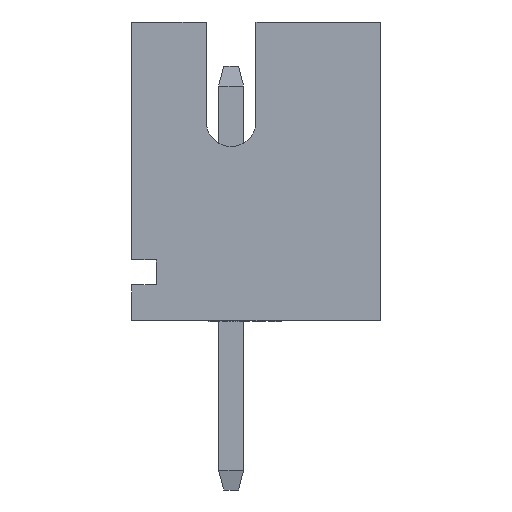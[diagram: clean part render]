
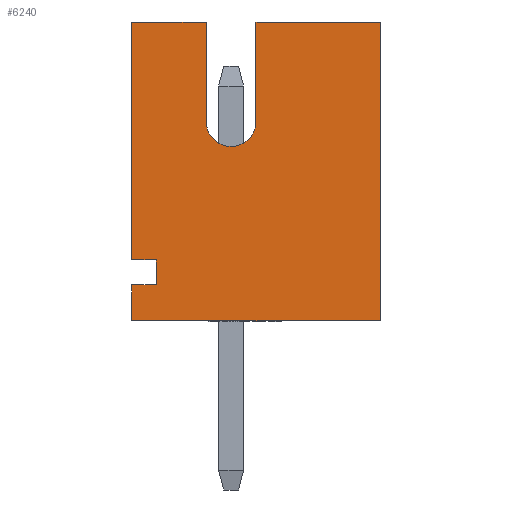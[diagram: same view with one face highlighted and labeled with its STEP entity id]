
A CAD part, left-side view. The second image highlights one B-rep face of the part: STEP entity #6240.
In plain terms, the highlighted planar face has unit normal (-1, 0, 0).
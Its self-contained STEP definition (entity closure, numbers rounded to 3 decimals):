
#32=CIRCLE('',#6592,0.5);
#148=FACE_OUTER_BOUND('',#481,.T.);
#481=EDGE_LOOP('',(#4270,#4271,#4272,#4273,#4274,#4275,#4276,#4277,#4278,
#4279,#4280,#4281));
#774=LINE('',#8425,#1614);
#1025=LINE('',#8927,#1865);
#1028=LINE('',#8933,#1868);
#1029=LINE('',#8935,#1869);
#1030=LINE('',#8937,#1870);
#1031=LINE('',#8941,#1871);
#1032=LINE('',#8943,#1872);
#1033=LINE('',#8945,#1873);
#1034=LINE('',#8947,#1874);
#1035=LINE('',#8949,#1875);
#1036=LINE('',#8950,#1876);
#1614=VECTOR('',#6905,1.);
#1865=VECTOR('',#7302,1.);
#1868=VECTOR('',#7307,1.);
#1869=VECTOR('',#7308,1.);
#1870=VECTOR('',#7309,1.);
#1871=VECTOR('',#7312,1.);
#1872=VECTOR('',#7313,1.);
#1873=VECTOR('',#7314,1.);
#1874=VECTOR('',#7315,1.);
#1875=VECTOR('',#7316,1.);
#1876=VECTOR('',#7317,1.);
#2442=VERTEX_POINT('',#8421);
#2444=VERTEX_POINT('',#8424);
#2622=VERTEX_POINT('',#8925);
#2624=VERTEX_POINT('',#8932);
#2625=VERTEX_POINT('',#8934);
#2626=VERTEX_POINT('',#8936);
#2627=VERTEX_POINT('',#8938);
#2628=VERTEX_POINT('',#8940);
#2629=VERTEX_POINT('',#8942);
#2630=VERTEX_POINT('',#8944);
#2631=VERTEX_POINT('',#8946);
#2632=VERTEX_POINT('',#8948);
#2994=EDGE_CURVE('',#2444,#2442,#774,.T.);
#3245=EDGE_CURVE('',#2442,#2622,#1025,.T.);
#3248=EDGE_CURVE('',#2444,#2624,#1028,.T.);
#3249=EDGE_CURVE('',#2625,#2622,#1029,.T.);
#3250=EDGE_CURVE('',#2625,#2626,#1030,.T.);
#3251=EDGE_CURVE('',#2626,#2627,#32,.T.);
#3252=EDGE_CURVE('',#2628,#2627,#1031,.T.);
#3253=EDGE_CURVE('',#2629,#2628,#1032,.T.);
#3254=EDGE_CURVE('',#2630,#2629,#1033,.T.);
#3255=EDGE_CURVE('',#2630,#2631,#1034,.T.);
#3256=EDGE_CURVE('',#2632,#2631,#1035,.T.);
#3257=EDGE_CURVE('',#2624,#2632,#1036,.T.);
#4270=ORIENTED_EDGE('',*,*,#3248,.F.);
#4271=ORIENTED_EDGE('',*,*,#2994,.T.);
#4272=ORIENTED_EDGE('',*,*,#3245,.T.);
#4273=ORIENTED_EDGE('',*,*,#3249,.F.);
#4274=ORIENTED_EDGE('',*,*,#3250,.T.);
#4275=ORIENTED_EDGE('',*,*,#3251,.T.);
#4276=ORIENTED_EDGE('',*,*,#3252,.F.);
#4277=ORIENTED_EDGE('',*,*,#3253,.F.);
#4278=ORIENTED_EDGE('',*,*,#3254,.F.);
#4279=ORIENTED_EDGE('',*,*,#3255,.T.);
#4280=ORIENTED_EDGE('',*,*,#3256,.F.);
#4281=ORIENTED_EDGE('',*,*,#3257,.F.);
#5579=PLANE('',#6591);
#6240=ADVANCED_FACE('',(#148),#5579,.T.);
#6591=AXIS2_PLACEMENT_3D('',#8931,#7305,#7306);
#6592=AXIS2_PLACEMENT_3D('',#8939,#7310,#7311);
#6905=DIRECTION('',(0.,-1.,0.));
#7302=DIRECTION('',(0.,0.,1.));
#7305=DIRECTION('center_axis',(-1.,0.,0.));
#7306=DIRECTION('ref_axis',(0.,-1.,0.));
#7307=DIRECTION('',(0.,0.,1.));
#7308=DIRECTION('',(0.,-1.,0.));
#7309=DIRECTION('',(0.,0.,-1.));
#7310=DIRECTION('center_axis',(1.,0.,0.));
#7311=DIRECTION('ref_axis',(0.,-1.,0.));
#7312=DIRECTION('',(0.,0.,-1.));
#7313=DIRECTION('',(0.,-1.,0.));
#7314=DIRECTION('',(0.,0.,1.));
#7315=DIRECTION('',(0.,-1.,0.));
#7316=DIRECTION('',(0.,0.,1.));
#7317=DIRECTION('',(0.,-1.,0.));
#8421=CARTESIAN_POINT('',(-9.,-2.999,-0.1));
#8424=CARTESIAN_POINT('',(-9.,2.001,-0.1));
#8425=CARTESIAN_POINT('',(-9.,2.001,-0.1));
#8925=CARTESIAN_POINT('',(-9.,-2.999,5.9));
#8927=CARTESIAN_POINT('',(-9.,-2.999,-0.1));
#8931=CARTESIAN_POINT('Origin',(-9.,2.001,-0.1));
#8932=CARTESIAN_POINT('',(-9.,2.001,0.621));
#8933=CARTESIAN_POINT('',(-9.,2.001,-0.1));
#8934=CARTESIAN_POINT('',(-9.,-0.499,5.9));
#8935=CARTESIAN_POINT('',(-9.,-0.499,5.9));
#8936=CARTESIAN_POINT('',(-9.,-0.499,3.9));
#8937=CARTESIAN_POINT('',(-9.,-0.499,5.9));
#8938=CARTESIAN_POINT('',(-9.,0.501,3.9));
#8939=CARTESIAN_POINT('Origin',(-9.,0.001,3.9));
#8940=CARTESIAN_POINT('',(-9.,0.501,5.9));
#8941=CARTESIAN_POINT('',(-9.,0.501,5.9));
#8942=CARTESIAN_POINT('',(-9.,2.001,5.9));
#8943=CARTESIAN_POINT('',(-9.,2.001,5.9));
#8944=CARTESIAN_POINT('',(-9.,2.001,1.121));
#8945=CARTESIAN_POINT('',(-9.,2.001,1.121));
#8946=CARTESIAN_POINT('',(-9.,1.501,1.121));
#8947=CARTESIAN_POINT('',(-9.,2.001,1.121));
#8948=CARTESIAN_POINT('',(-9.,1.501,0.621));
#8949=CARTESIAN_POINT('',(-9.,1.501,0.621));
#8950=CARTESIAN_POINT('',(-9.,2.001,0.621));
